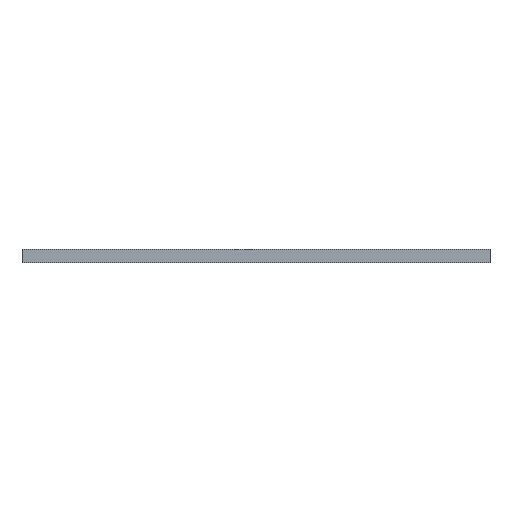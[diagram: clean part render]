
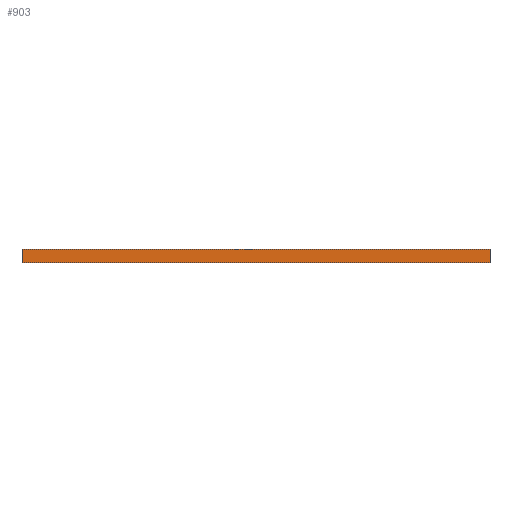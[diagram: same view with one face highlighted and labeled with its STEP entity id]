
A CAD part, front view. The second image highlights one B-rep face of the part: STEP entity #903.
In plain terms, the highlighted planar face has unit normal (0, -1, 0).
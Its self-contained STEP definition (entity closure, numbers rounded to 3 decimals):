
#41=PLANE('',#965);
#81=FACE_OUTER_BOUND('',#125,.T.);
#125=EDGE_LOOP('',(#651,#652,#653,#654));
#195=LINE('',#1259,#309);
#196=LINE('',#1261,#310);
#197=LINE('',#1263,#311);
#198=LINE('',#1264,#312);
#309=VECTOR('',#1033,10.);
#310=VECTOR('',#1034,10.);
#311=VECTOR('',#1035,10.);
#312=VECTOR('',#1036,10.);
#437=VERTEX_POINT('',#1257);
#438=VERTEX_POINT('',#1258);
#439=VERTEX_POINT('',#1260);
#440=VERTEX_POINT('',#1262);
#523=EDGE_CURVE('',#437,#438,#195,.T.);
#524=EDGE_CURVE('',#437,#439,#196,.T.);
#525=EDGE_CURVE('',#439,#440,#197,.T.);
#526=EDGE_CURVE('',#438,#440,#198,.T.);
#651=ORIENTED_EDGE('',*,*,#523,.F.);
#652=ORIENTED_EDGE('',*,*,#524,.T.);
#653=ORIENTED_EDGE('',*,*,#525,.T.);
#654=ORIENTED_EDGE('',*,*,#526,.F.);
#903=ADVANCED_FACE('',(#81),#41,.T.);
#965=AXIS2_PLACEMENT_3D('',#1256,#1031,#1032);
#1031=DIRECTION('center_axis',(0.,-1.,0.));
#1032=DIRECTION('ref_axis',(1.,0.,0.));
#1033=DIRECTION('',(-1.,0.,0.));
#1034=DIRECTION('',(0.,0.,1.));
#1035=DIRECTION('',(-1.,0.,0.));
#1036=DIRECTION('',(0.,0.,1.));
#1256=CARTESIAN_POINT('Origin',(-55.669,-42.086,23.));
#1257=CARTESIAN_POINT('',(48.831,-42.086,36.));
#1258=CARTESIAN_POINT('',(-55.669,-42.086,36.));
#1259=CARTESIAN_POINT('',(-55.669,-42.086,36.));
#1260=CARTESIAN_POINT('',(48.831,-42.086,39.));
#1261=CARTESIAN_POINT('',(48.831,-42.086,39.));
#1262=CARTESIAN_POINT('',(-55.669,-42.086,39.));
#1263=CARTESIAN_POINT('',(-28.25,-42.086,39.));
#1264=CARTESIAN_POINT('',(-55.669,-42.086,39.));
